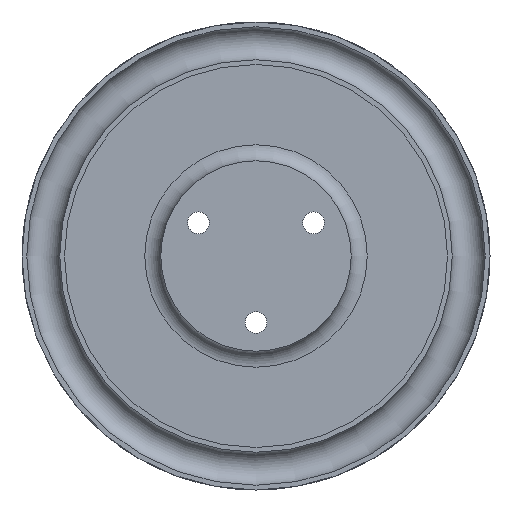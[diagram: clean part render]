
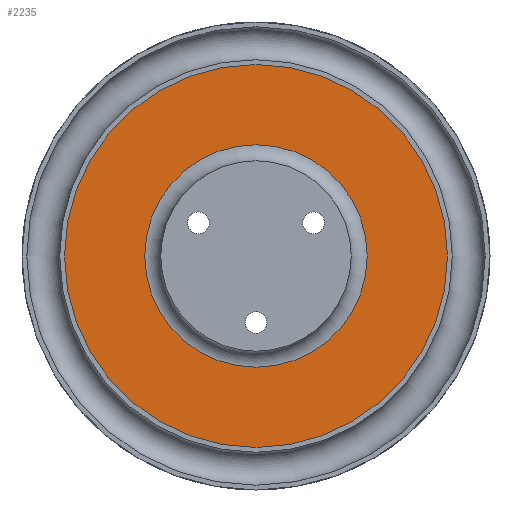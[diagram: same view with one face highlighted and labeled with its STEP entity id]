
A CAD part, front view. The second image highlights one B-rep face of the part: STEP entity #2235.
In plain terms, the highlighted planar face has unit normal (0, -1, 0).
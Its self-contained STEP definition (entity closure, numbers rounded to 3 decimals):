
#215=FACE_BOUND('',#538,.T.);
#236=CIRCLE('',#2395,36.);
#241=CIRCLE('',#2404,20.908);
#379=FACE_OUTER_BOUND('',#537,.T.);
#537=EDGE_LOOP('',(#1557));
#538=EDGE_LOOP('',(#1558));
#966=VERTEX_POINT('',#3371);
#970=VERTEX_POINT('',#3385);
#1177=EDGE_CURVE('',#966,#966,#236,.T.);
#1182=EDGE_CURVE('',#970,#970,#241,.T.);
#1557=ORIENTED_EDGE('',*,*,#1177,.T.);
#1558=ORIENTED_EDGE('',*,*,#1182,.F.);
#2185=PLANE('',#2403);
#2235=ADVANCED_FACE('',(#379,#215),#2185,.F.);
#2395=AXIS2_PLACEMENT_3D('',#3373,#2710,#2711);
#2403=AXIS2_PLACEMENT_3D('',#3384,#2726,#2727);
#2404=AXIS2_PLACEMENT_3D('',#3386,#2728,#2729);
#2710=DIRECTION('center_axis',(0.,-1.,0.));
#2711=DIRECTION('ref_axis',(0.866,0.,0.5));
#2726=DIRECTION('center_axis',(0.,1.,0.));
#2727=DIRECTION('ref_axis',(-0.5,0.,0.866));
#2728=DIRECTION('center_axis',(0.,-1.,0.));
#2729=DIRECTION('ref_axis',(0.866,0.,0.5));
#3371=CARTESIAN_POINT('',(-31.177,3.4,-18.));
#3373=CARTESIAN_POINT('Origin',(0.,3.4,0.));
#3384=CARTESIAN_POINT('Origin',(0.,3.4,0.));
#3385=CARTESIAN_POINT('',(-18.107,3.4,-10.454));
#3386=CARTESIAN_POINT('Origin',(0.,3.4,0.));
